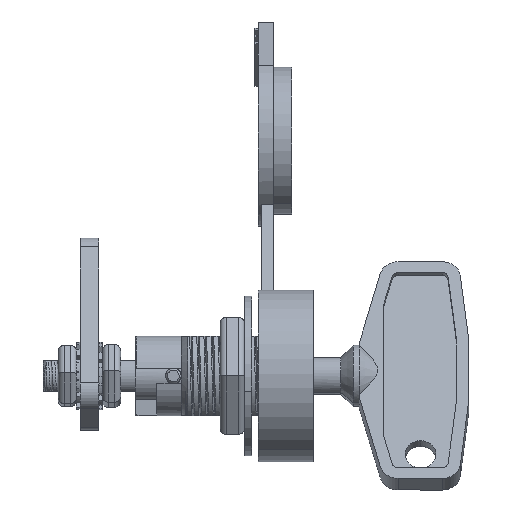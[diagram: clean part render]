
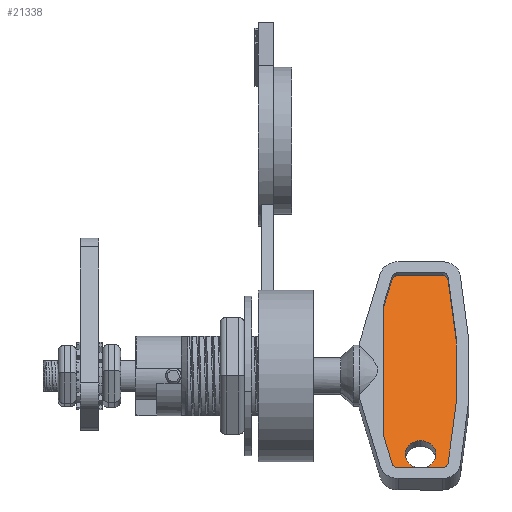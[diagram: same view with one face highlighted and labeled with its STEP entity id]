
A CAD part, front view. The second image highlights one B-rep face of the part: STEP entity #21338.
In plain terms, the highlighted face is planar.
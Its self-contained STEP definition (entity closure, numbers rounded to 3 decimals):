
#6736 = DIRECTION ( 'NONE',  ( 0., 0., 1. ) ) ;
#6738 = CARTESIAN_POINT ( 'NONE',  ( 17., 6.321, 1. ) ) ;
#6743 = PLANE ( 'NONE',  #54363 ) ;
#6747 = DIRECTION ( 'NONE',  ( 1., 0., 0. ) ) ;
#7480 = FACE_BOUND ( 'NONE', #56136, .T. ) ;
#7520 = FACE_OUTER_BOUND ( 'NONE', #56138, .T. ) ;
#8655 = CIRCLE ( 'NONE', #54480, 2.5 ) ;
#11352 = VERTEX_POINT ( 'NONE', #15730 ) ;
#11355 = VERTEX_POINT ( 'NONE', #15733 ) ;
#11356 = VERTEX_POINT ( 'NONE', #15734 ) ;
#11370 = VERTEX_POINT ( 'NONE', #15748 ) ;
#11373 = VERTEX_POINT ( 'NONE', #15751 ) ;
#11374 = VERTEX_POINT ( 'NONE', #15752 ) ;
#11375 = VERTEX_POINT ( 'NONE', #15753 ) ;
#11377 = VERTEX_POINT ( 'NONE', #15755 ) ;
#11379 = VERTEX_POINT ( 'NONE', #15757 ) ;
#11381 = VERTEX_POINT ( 'NONE', #15759 ) ;
#12061 = CARTESIAN_POINT ( 'NONE',  ( 17.5, 10., 1. ) ) ;
#12062 = CARTESIAN_POINT ( 'NONE',  ( 12.5, 10., 1. ) ) ;
#15730 = CARTESIAN_POINT ( 'NONE',  ( -12.201, 4., 1. ) ) ;
#15733 = CARTESIAN_POINT ( 'NONE',  ( 17.259, 5.355, 1. ) ) ;
#15734 = CARTESIAN_POINT ( 'NONE',  ( -17.259, 5.355, 1. ) ) ;
#15748 = CARTESIAN_POINT ( 'NONE',  ( 18., 13.499, 1. ) ) ;
#15751 = CARTESIAN_POINT ( 'NONE',  ( 17.175, 14.483, 1. ) ) ;
#15752 = CARTESIAN_POINT ( 'NONE',  ( 12.201, 4., 1. ) ) ;
#15753 = CARTESIAN_POINT ( 'NONE',  ( -18., 13.499, 1. ) ) ;
#15755 = CARTESIAN_POINT ( 'NONE',  ( -18., 6.321, 1. ) ) ;
#15757 = CARTESIAN_POINT ( 'NONE',  ( -17.175, 14.483, 1. ) ) ;
#15759 = CARTESIAN_POINT ( 'NONE',  ( 18., 6.321, 1. ) ) ;
#16442 = CARTESIAN_POINT ( 'NONE',  ( 12.201, 4., 1. ) ) ;
#16446 = DIRECTION ( 'NONE',  ( 0.966, 0.259, 0. ) ) ;
#16451 = CARTESIAN_POINT ( 'NONE',  ( -12.201, 4., 1. ) ) ;
#16453 = DIRECTION ( 'NONE',  ( 1., 0., 0. ) ) ;
#16459 = CARTESIAN_POINT ( 'NONE',  ( -12.201, 4., 1. ) ) ;
#16462 = DIRECTION ( 'NONE',  ( 0.966, -0.259, 0. ) ) ;
#16473 = CARTESIAN_POINT ( 'NONE',  ( -17., 6.321, 1. ) ) ;
#16475 = DIRECTION ( 'NONE',  ( 0., 0., 1. ) ) ;
#16476 = DIRECTION ( 'NONE',  ( 1., 0., 0. ) ) ;
#16479 = CARTESIAN_POINT ( 'NONE',  ( -18., 13.499, 1. ) ) ;
#16481 = DIRECTION ( 'NONE',  ( 0., -1., 0. ) ) ;
#16492 = CARTESIAN_POINT ( 'NONE',  ( -17., 13.499, 1. ) ) ;
#16494 = DIRECTION ( 'NONE',  ( 0., 0., 1. ) ) ;
#16496 = DIRECTION ( 'NONE',  ( 1., 0., 0. ) ) ;
#16503 = CARTESIAN_POINT ( 'NONE',  ( 0., -82., 1. ) ) ;
#16505 = DIRECTION ( 'NONE',  ( 0., 0., 1. ) ) ;
#16507 = DIRECTION ( 'NONE',  ( 1., 0., 0. ) ) ;
#16513 = CARTESIAN_POINT ( 'NONE',  ( 17., 13.499, 1. ) ) ;
#16515 = DIRECTION ( 'NONE',  ( 0., 0., 1. ) ) ;
#16517 = DIRECTION ( 'NONE',  ( 1., 0., 0. ) ) ;
#16519 = CARTESIAN_POINT ( 'NONE',  ( 18., 13.499, 1. ) ) ;
#16522 = DIRECTION ( 'NONE',  ( 0., 1., 0. ) ) ;
#16532 = CARTESIAN_POINT ( 'NONE',  ( 17., 6.321, 1. ) ) ;
#16534 = DIRECTION ( 'NONE',  ( 0., 0., 1. ) ) ;
#16535 = DIRECTION ( 'NONE',  ( 1., 0., 0. ) ) ;
#16541 = CARTESIAN_POINT ( 'NONE',  ( 15., 10., 1. ) ) ;
#16542 = DIRECTION ( 'NONE',  ( 0., 0., 1. ) ) ;
#16544 = DIRECTION ( 'NONE',  ( 1., 0., 0. ) ) ;
#16925 = EDGE_CURVE ( 'NONE', #11374, #11355, #26943, .T. ) ;
#16928 = EDGE_CURVE ( 'NONE', #11352, #11374, #26947, .T. ) ;
#16930 = EDGE_CURVE ( 'NONE', #11356, #11352, #26951, .T. ) ;
#16935 = EDGE_CURVE ( 'NONE', #11377, #11356, #26955, .T. ) ;
#16939 = EDGE_CURVE ( 'NONE', #11375, #11377, #26958, .T. ) ;
#16943 = EDGE_CURVE ( 'NONE', #11379, #11375, #26962, .T. ) ;
#16948 = EDGE_CURVE ( 'NONE', #11373, #11379, #26965, .T. ) ;
#16950 = EDGE_CURVE ( 'NONE', #11370, #11373, #26968, .T. ) ;
#16952 = EDGE_CURVE ( 'NONE', #11381, #11370, #26971, .T. ) ;
#16957 = EDGE_CURVE ( 'NONE', #11355, #11381, #26975, .T. ) ;
#16959 = EDGE_CURVE ( 'NONE', #28753, #28756, #26977, .T. ) ;
#21338 = ADVANCED_FACE ( 'NONE', ( #7480, #7520 ), #6743, .T. ) ;
#26943 = LINE ( 'NONE', #16442, #26946 ) ;
#26946 = VECTOR ( 'NONE', #16446, 1000. ) ;
#26947 = LINE ( 'NONE', #16451, #26950 ) ;
#26950 = VECTOR ( 'NONE', #16453, 1000. ) ;
#26951 = LINE ( 'NONE', #16459, #26954 ) ;
#26954 = VECTOR ( 'NONE', #16462, 1000. ) ;
#26955 = CIRCLE ( 'NONE', #54134, 1. ) ;
#26958 = LINE ( 'NONE', #16479, #26961 ) ;
#26961 = VECTOR ( 'NONE', #16481, 1000. ) ;
#26962 = CIRCLE ( 'NONE', #54135, 1. ) ;
#26965 = CIRCLE ( 'NONE', #54136, 98. ) ;
#26968 = CIRCLE ( 'NONE', #54137, 1. ) ;
#26971 = LINE ( 'NONE', #16519, #26974 ) ;
#26974 = VECTOR ( 'NONE', #16522, 1000. ) ;
#26975 = CIRCLE ( 'NONE', #54138, 1. ) ;
#26977 = CIRCLE ( 'NONE', #54139, 2.5 ) ;
#28753 = VERTEX_POINT ( 'NONE', #12061 ) ;
#28756 = VERTEX_POINT ( 'NONE', #12062 ) ;
#34531 = ORIENTED_EDGE ( 'NONE', *, *, #16959, .F. ) ;
#34532 = ORIENTED_EDGE ( 'NONE', *, *, #39776, .F. ) ;
#34533 = ORIENTED_EDGE ( 'NONE', *, *, #16925, .T. ) ;
#34534 = ORIENTED_EDGE ( 'NONE', *, *, #16957, .T. ) ;
#34535 = ORIENTED_EDGE ( 'NONE', *, *, #16952, .T. ) ;
#34536 = ORIENTED_EDGE ( 'NONE', *, *, #16950, .T. ) ;
#34537 = ORIENTED_EDGE ( 'NONE', *, *, #16948, .T. ) ;
#34538 = ORIENTED_EDGE ( 'NONE', *, *, #16943, .T. ) ;
#34539 = ORIENTED_EDGE ( 'NONE', *, *, #16939, .T. ) ;
#34540 = ORIENTED_EDGE ( 'NONE', *, *, #16935, .T. ) ;
#34541 = ORIENTED_EDGE ( 'NONE', *, *, #16930, .T. ) ;
#34542 = ORIENTED_EDGE ( 'NONE', *, *, #16928, .T. ) ;
#39776 = EDGE_CURVE ( 'NONE', #28756, #28753, #8655, .T. ) ;
#47041 = CARTESIAN_POINT ( 'NONE',  ( 15., 10., 1. ) ) ;
#47042 = DIRECTION ( 'NONE',  ( 0., 0., 1. ) ) ;
#47043 = DIRECTION ( 'NONE',  ( 1., 0., 0. ) ) ;
#54134 = AXIS2_PLACEMENT_3D ( 'NONE', #16473, #16475, #16476 ) ;
#54135 = AXIS2_PLACEMENT_3D ( 'NONE', #16492, #16494, #16496 ) ;
#54136 = AXIS2_PLACEMENT_3D ( 'NONE', #16503, #16505, #16507 ) ;
#54137 = AXIS2_PLACEMENT_3D ( 'NONE', #16513, #16515, #16517 ) ;
#54138 = AXIS2_PLACEMENT_3D ( 'NONE', #16532, #16534, #16535 ) ;
#54139 = AXIS2_PLACEMENT_3D ( 'NONE', #16541, #16542, #16544 ) ;
#54363 = AXIS2_PLACEMENT_3D ( 'NONE', #6738, #6736, #6747 ) ;
#54480 = AXIS2_PLACEMENT_3D ( 'NONE', #47041, #47042, #47043 ) ;
#56136 = EDGE_LOOP ( 'NONE', ( #34531, #34532 ) ) ;
#56138 = EDGE_LOOP ( 'NONE', ( #34533, #34534, #34535, #34536, #34537, #34538, #34539, #34540, #34541, #34542 ) ) ;
